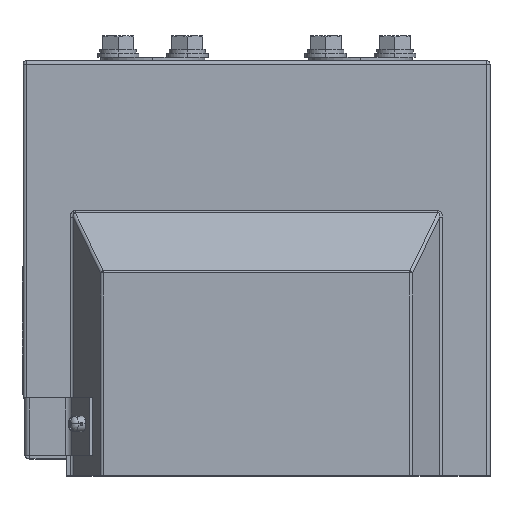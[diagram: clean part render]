
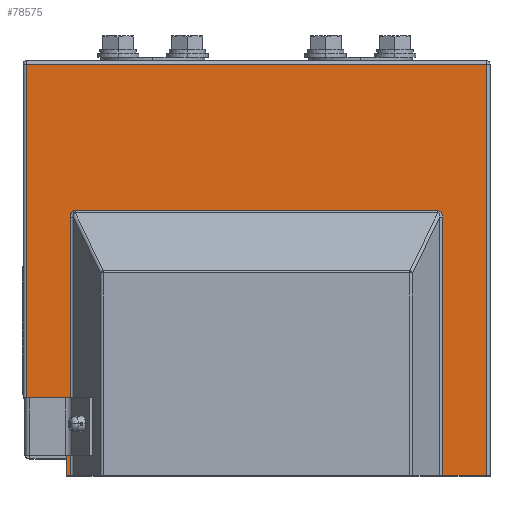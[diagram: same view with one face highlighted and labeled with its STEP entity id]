
A CAD part, top view. The second image highlights one B-rep face of the part: STEP entity #78575.
In plain terms, the highlighted planar face has unit normal (0, 0, 1).
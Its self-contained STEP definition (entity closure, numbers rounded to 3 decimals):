
#1660 = CARTESIAN_POINT ( 'NONE',  ( 133., 238., 60. ) ) ;
#2025 = ORIENTED_EDGE ( 'NONE', *, *, #115388, .T. ) ;
#3424 = VERTEX_POINT ( 'NONE', #10245 ) ;
#9799 = LINE ( 'NONE', #98621, #84361 ) ;
#10245 = CARTESIAN_POINT ( 'NONE',  ( -107.655, 149.449, 60. ) ) ;
#10658 =( BOUNDED_CURVE ( )  B_SPLINE_CURVE ( 3, ( #72763, #131878, #42768, #176364 ),
 .UNSPECIFIED., .F., .F. ) 
 B_SPLINE_CURVE_WITH_KNOTS ( ( 4, 4 ),
 ( 2.248, 3.426 ),
 .UNSPECIFIED. ) 
 CURVE ( )  GEOMETRIC_REPRESENTATION_ITEM ( )  RATIONAL_B_SPLINE_CURVE ( ( 1., 0.888, 0.888, 1. ) ) 
 REPRESENTATION_ITEM ( '' )  );
#12075 = DIRECTION ( 'NONE',  ( -1., 0., 0. ) ) ;
#16591 = DIRECTION ( 'NONE',  ( 0., -1., 0. ) ) ;
#19202 = EDGE_CURVE ( 'NONE', #182014, #140416, #79599, .T. ) ;
#22802 = VECTOR ( 'NONE', #175074, 1000. ) ;
#25665 = LINE ( 'NONE', #124699, #104867 ) ;
#25826 = LINE ( 'NONE', #95359, #105015 ) ;
#26407 = ORIENTED_EDGE ( 'NONE', *, *, #75826, .T. ) ;
#28470 = ORIENTED_EDGE ( 'NONE', *, *, #99636, .F. ) ;
#32907 = CARTESIAN_POINT ( 'NONE',  ( -107.655, 152.561, 60. ) ) ;
#33326 = CARTESIAN_POINT ( 'NONE',  ( -107.039, 152.502, 60. ) ) ;
#35571 = DIRECTION ( 'NONE',  ( 1., 0., 0. ) ) ;
#38465 = VERTEX_POINT ( 'NONE', #53106 ) ;
#39747 = VERTEX_POINT ( 'NONE', #141341 ) ;
#40819 = EDGE_CURVE ( 'NONE', #47569, #182014, #122818, .T. ) ;
#41878 = VECTOR ( 'NONE', #151668, 1000. ) ;
#42768 = CARTESIAN_POINT ( 'NONE',  ( 106.585, 153.289, 60. ) ) ;
#46148 = ORIENTED_EDGE ( 'NONE', *, *, #162611, .T. ) ;
#47569 = VERTEX_POINT ( 'NONE', #1660 ) ;
#49574 = CARTESIAN_POINT ( 'NONE',  ( -107.655, 151.221, 60. ) ) ;
#49611 = VECTOR ( 'NONE', #16591, 1000. ) ;
#51458 = CARTESIAN_POINT ( 'NONE',  ( -105.93, 153.039, 60. ) ) ;
#53106 = CARTESIAN_POINT ( 'NONE',  ( -107.655, 0., 60. ) ) ;
#62785 = CARTESIAN_POINT ( 'NONE',  ( -135., 240., 60. ) ) ;
#62850 = DIRECTION ( 'NONE',  ( 0., -1., 0. ) ) ;
#63453 = ORIENTED_EDGE ( 'NONE', *, *, #122844, .T. ) ;
#64982 = CARTESIAN_POINT ( 'NONE',  ( -104.805, 153.289, 60. ) ) ;
#66000 = VERTEX_POINT ( 'NONE', #64982 ) ;
#68324 = CARTESIAN_POINT ( 'NONE',  ( -105.21, 153.289, 60. ) ) ;
#68403 = LINE ( 'NONE', #180005, #49611 ) ;
#68894 = AXIS2_PLACEMENT_3D ( 'NONE', #62785, #77776, #181247 ) ;
#71977 = CARTESIAN_POINT ( 'NONE',  ( 107.655, 149.449, 60. ) ) ;
#72237 = DIRECTION ( 'NONE',  ( 1., 0., 0. ) ) ;
#72763 = CARTESIAN_POINT ( 'NONE',  ( 107.655, 149.449, 60. ) ) ;
#75826 = EDGE_CURVE ( 'NONE', #39747, #150704, #192511, .T. ) ;
#76203 = ORIENTED_EDGE ( 'NONE', *, *, #177748, .F. ) ;
#77776 = DIRECTION ( 'NONE',  ( 0., 0., -1. ) ) ;
#78575 = ADVANCED_FACE ( 'NONE', ( #94112 ), #151553, .F. ) ;
#79599 = LINE ( 'NONE', #149075, #158370 ) ;
#80500 =( BOUNDED_CURVE ( )  B_SPLINE_CURVE ( 3, ( #137382, #33326, #49574, #153401 ),
 .UNSPECIFIED., .F., .F. ) 
 B_SPLINE_CURVE_WITH_KNOTS ( ( 4, 4 ),
 ( 0., 0.894 ),
 .UNSPECIFIED. ) 
 CURVE ( )  GEOMETRIC_REPRESENTATION_ITEM ( )  RATIONAL_B_SPLINE_CURVE ( ( 1., 0.935, 0.935, 1. ) ) 
 REPRESENTATION_ITEM ( '' )  );
#81553 = LINE ( 'NONE', #32907, #41878 ) ;
#83292 = CARTESIAN_POINT ( 'NONE',  ( -105.588, 153.205, 60. ) ) ;
#84361 = VECTOR ( 'NONE', #186994, 1000. ) ;
#94112 = FACE_OUTER_BOUND ( 'NONE', #158896, .T. ) ;
#95359 = CARTESIAN_POINT ( 'NONE',  ( -135., 0., 60. ) ) ;
#95766 = EDGE_CURVE ( 'NONE', #66000, #171622, #102030, .T. ) ;
#95897 = LINE ( 'NONE', #127987, #169903 ) ;
#98190 = EDGE_CURVE ( 'NONE', #66000, #191340, #125886, .T. ) ;
#98621 = CARTESIAN_POINT ( 'NONE',  ( 133., 240., 60. ) ) ;
#99636 = EDGE_CURVE ( 'NONE', #130259, #171622, #10658, .T. ) ;
#100466 = ORIENTED_EDGE ( 'NONE', *, *, #128671, .T. ) ;
#102030 = LINE ( 'NONE', #160202, #22802 ) ;
#104867 = VECTOR ( 'NONE', #35571, 1000. ) ;
#105015 = VECTOR ( 'NONE', #109648, 1000. ) ;
#105287 = ORIENTED_EDGE ( 'NONE', *, *, #19202, .T. ) ;
#109648 = DIRECTION ( 'NONE',  ( 1., 0., 0. ) ) ;
#110729 = EDGE_CURVE ( 'NONE', #128542, #38465, #25826, .T. ) ;
#115001 = CARTESIAN_POINT ( 'NONE',  ( 133., 0., 60. ) ) ;
#115388 = EDGE_CURVE ( 'NONE', #150704, #47569, #9799, .T. ) ;
#118122 = VECTOR ( 'NONE', #12075, 1000. ) ;
#119311 = ORIENTED_EDGE ( 'NONE', *, *, #140016, .T. ) ;
#120565 = ORIENTED_EDGE ( 'NONE', *, *, #98190, .F. ) ;
#122818 = LINE ( 'NONE', #130468, #118122 ) ;
#122844 = EDGE_CURVE ( 'NONE', #130259, #39747, #95897, .T. ) ;
#124699 = CARTESIAN_POINT ( 'NONE',  ( -135., 45., 60. ) ) ;
#125886 =( BOUNDED_CURVE ( )  B_SPLINE_CURVE ( 3, ( #157055, #68324, #83292, #186673 ),
 .UNSPECIFIED., .F., .F. ) 
 B_SPLINE_CURVE_WITH_KNOTS ( ( 4, 4 ),
 ( 5.999, 6.283 ),
 .UNSPECIFIED. ) 
 CURVE ( )  GEOMETRIC_REPRESENTATION_ITEM ( )  RATIONAL_B_SPLINE_CURVE ( ( 1., 0.993, 0.993, 1. ) ) 
 REPRESENTATION_ITEM ( '' )  );
#127987 = CARTESIAN_POINT ( 'NONE',  ( 107.655, 0., 60. ) ) ;
#128542 = VERTEX_POINT ( 'NONE', #182553 ) ;
#128671 = EDGE_CURVE ( 'NONE', #140416, #150368, #25665, .T. ) ;
#130259 = VERTEX_POINT ( 'NONE', #71977 ) ;
#130468 = CARTESIAN_POINT ( 'NONE',  ( -135., 238., 60. ) ) ;
#131878 = CARTESIAN_POINT ( 'NONE',  ( 107.655, 151.847, 60. ) ) ;
#136736 = ORIENTED_EDGE ( 'NONE', *, *, #40819, .T. ) ;
#137382 = CARTESIAN_POINT ( 'NONE',  ( -105.93, 153.039, 60. ) ) ;
#140016 = EDGE_CURVE ( 'NONE', #38465, #3424, #81553, .T. ) ;
#140416 = VERTEX_POINT ( 'NONE', #179866 ) ;
#141341 = CARTESIAN_POINT ( 'NONE',  ( 107.655, 0., 60. ) ) ;
#142800 = DIRECTION ( 'NONE',  ( 0., -1., 0. ) ) ;
#149075 = CARTESIAN_POINT ( 'NONE',  ( -133., 240., 60. ) ) ;
#150368 = VERTEX_POINT ( 'NONE', #166409 ) ;
#150704 = VERTEX_POINT ( 'NONE', #115001 ) ;
#151553 = PLANE ( 'NONE',  #68894 ) ;
#151668 = DIRECTION ( 'NONE',  ( 0., 1., 0. ) ) ;
#153401 = CARTESIAN_POINT ( 'NONE',  ( -107.655, 149.449, 60. ) ) ;
#157055 = CARTESIAN_POINT ( 'NONE',  ( -104.805, 153.289, 60. ) ) ;
#158370 = VECTOR ( 'NONE', #62850, 1000. ) ;
#158896 = EDGE_LOOP ( 'NONE', ( #28470, #63453, #26407, #2025, #136736, #105287, #100466, #46148, #175924, #119311, #76203, #120565, #163364 ) ) ;
#160202 = CARTESIAN_POINT ( 'NONE',  ( 106.5, 153.289, 60. ) ) ;
#160343 = CARTESIAN_POINT ( 'NONE',  ( 106.5, 0., 60. ) ) ;
#162030 = CARTESIAN_POINT ( 'NONE',  ( -133., 238., 60. ) ) ;
#162611 = EDGE_CURVE ( 'NONE', #150368, #128542, #68403, .T. ) ;
#163364 = ORIENTED_EDGE ( 'NONE', *, *, #95766, .T. ) ;
#164455 = CARTESIAN_POINT ( 'NONE',  ( 104.805, 153.289, 60. ) ) ;
#166409 = CARTESIAN_POINT ( 'NONE',  ( -110., 45., 60. ) ) ;
#169903 = VECTOR ( 'NONE', #142800, 1000. ) ;
#171622 = VERTEX_POINT ( 'NONE', #164455 ) ;
#175074 = DIRECTION ( 'NONE',  ( 1., 0., 0. ) ) ;
#175924 = ORIENTED_EDGE ( 'NONE', *, *, #110729, .T. ) ;
#176364 = CARTESIAN_POINT ( 'NONE',  ( 104.805, 153.289, 60. ) ) ;
#177748 = EDGE_CURVE ( 'NONE', #191340, #3424, #80500, .T. ) ;
#179866 = CARTESIAN_POINT ( 'NONE',  ( -133., 45., 60. ) ) ;
#180005 = CARTESIAN_POINT ( 'NONE',  ( -110., 240., 60. ) ) ;
#181247 = DIRECTION ( 'NONE',  ( -1., 0., 0. ) ) ;
#182014 = VERTEX_POINT ( 'NONE', #162030 ) ;
#182553 = CARTESIAN_POINT ( 'NONE',  ( -110., 0., 60. ) ) ;
#186673 = CARTESIAN_POINT ( 'NONE',  ( -105.93, 153.039, 60. ) ) ;
#186994 = DIRECTION ( 'NONE',  ( 0., 1., 0. ) ) ;
#187943 = VECTOR ( 'NONE', #72237, 1000. ) ;
#191340 = VERTEX_POINT ( 'NONE', #51458 ) ;
#192511 = LINE ( 'NONE', #160343, #187943 ) ;
